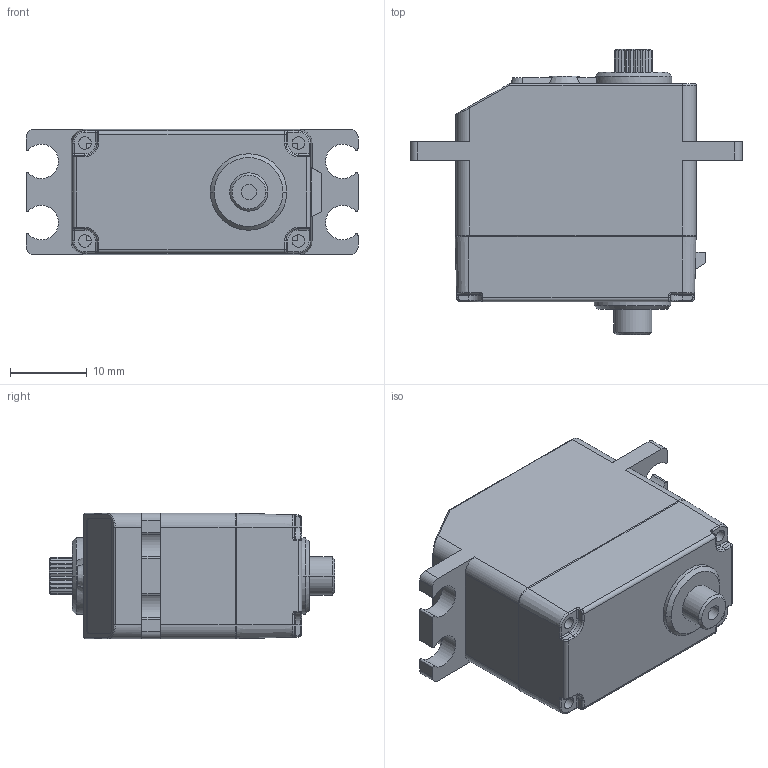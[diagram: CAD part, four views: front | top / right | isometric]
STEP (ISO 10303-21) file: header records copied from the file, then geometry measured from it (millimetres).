
FILE_DESCRIPTION((''),'2;1');
FILE_NAME('SERVO_180DEC_ASM','2015-08-04T',('Administrator'),(''),'PRO/ENGINEER BY PARAMETRIC TECHNOLOGY CORPORATION, 2013230','PRO/ENGINEER BY PARAMETRIC TECHNOLOGY CORPORATION, 2013230','');
FILE_SCHEMA(('CONFIG_CONTROL_DESIGN'));
Length unit declared in the file: millimetre
Products named in the file (3): SERVO_UP; SERVO_DOWN; SERVO_180DEC_ASM
Assembly tree (2 placements, depth 2):
  SERVO_180DEC_ASM
    SERVO_UP
    SERVO_DOWN
Bounding box: 43.4 x 37.3 x 16.4 mm (x, y, z)
Volume: 6153.6 mm3; surface area: 7348.3 mm2
Topology: 2 solids, 2 shells, 390 faces, 1035 edges, 658 vertices
Faces by surface type: plane 201, cylinder 106, cone 45, torus 26, bspline 10, sphere 2
Entity records: 12778 total; most frequent: CARTESIAN_POINT 3006, ORIENTED_EDGE 2070, DIRECTION 1991, EDGE_CURVE 1035, AXIS2_PLACEMENT_3D 672, VERTEX_POINT 658, VECTOR 647, LINE 647
